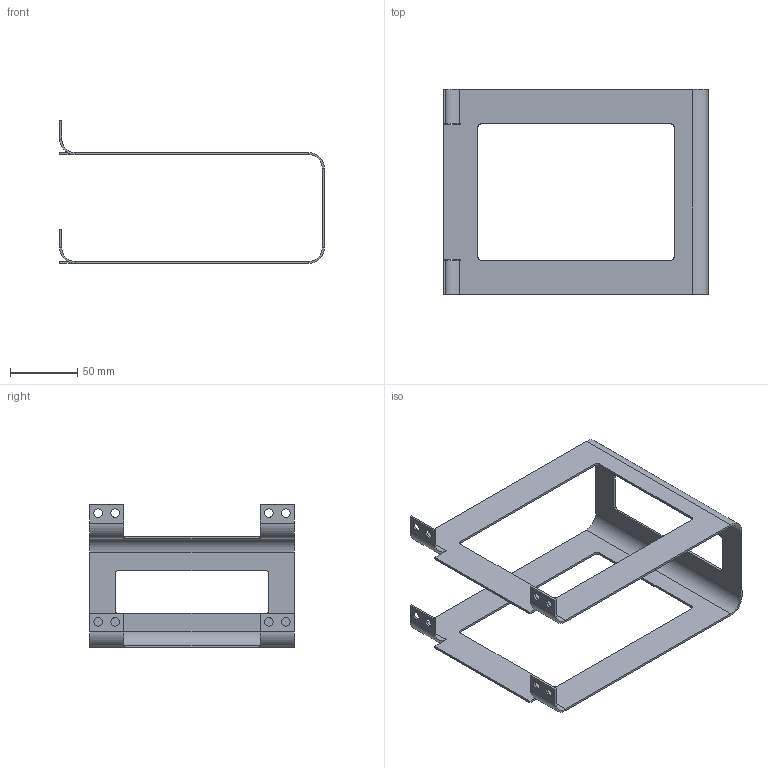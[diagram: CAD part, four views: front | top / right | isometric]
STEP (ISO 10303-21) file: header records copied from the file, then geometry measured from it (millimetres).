
FILE_DESCRIPTION (( 'STEP AP203' ), '1' );
FILE_NAME ('P-1 Battery Mount.STEP', '2015-02-27T04:30:23', ( '' ), ( '' ), 'SwSTEP 2.0', 'SolidWorks 2014', '' );
FILE_SCHEMA (( 'CONFIG_CONTROL_DESIGN' ));
Length unit declared in the file: inch
Products named in the file (1): P-1 Battery Mount
Bounding box: 196.85 x 152.4 x 106.36 mm (x, y, z)
Volume: 61985.1 mm3; surface area: 82717.5 mm2
Topology: 1 solids, 1 shells, 110 faces, 276 edges, 168 vertices
Faces by surface type: plane 70, cylinder 40
Entity records: 3359 total; most frequent: DIRECTION 578, CARTESIAN_POINT 555, ORIENTED_EDGE 552, EDGE_CURVE 276, VECTOR 196, LINE 196, AXIS2_PLACEMENT_3D 191, VERTEX_POINT 168
